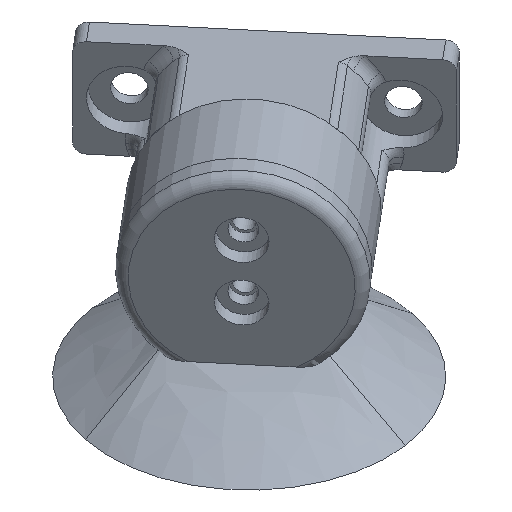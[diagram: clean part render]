
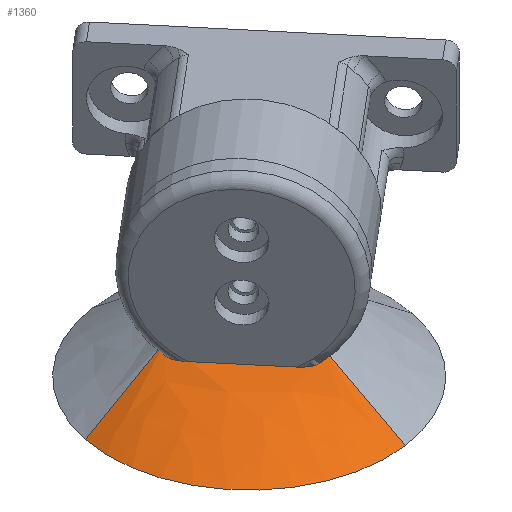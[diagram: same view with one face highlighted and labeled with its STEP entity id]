
A CAD part, isometric view. The second image highlights one B-rep face of the part: STEP entity #1360.
In plain terms, the highlighted free-form (B-spline) face has degree [3, 3] with [7, 4] control points.
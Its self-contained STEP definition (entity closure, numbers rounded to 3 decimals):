
#18=B_SPLINE_SURFACE_WITH_KNOTS('',3,3,((#2587,#2588,#2589,#2590),(#2591,
#2592,#2593,#2594),(#2595,#2596,#2597,#2598),(#2599,#2600,#2601,#2602),
(#2603,#2604,#2605,#2606),(#2607,#2608,#2609,#2610),(#2611,#2612,#2613,
#2614)),.UNSPECIFIED.,.F.,.F.,.F.,(4,1,1,1,4),(4,4),(0.,0.286,
0.571,0.857,1.),(0.,1.),.UNSPECIFIED.);
#148=LINE('',#2497,#224);
#150=LINE('',#2526,#226);
#152=LINE('',#2586,#228);
#224=VECTOR('',#1972,10.);
#226=VECTOR('',#1976,18.596);
#228=VECTOR('',#1986,18.498);
#333=FACE_OUTER_BOUND('',#426,.T.);
#426=EDGE_LOOP('',(#1263,#1264,#1265,#1266));
#547=CIRCLE('',#1553,28.6);
#670=VERTEX_POINT('',#2487);
#671=VERTEX_POINT('',#2492);
#673=VERTEX_POINT('',#2524);
#675=VERTEX_POINT('',#2530);
#864=EDGE_CURVE('',#670,#671,#148,.T.);
#867=EDGE_CURVE('',#673,#671,#150,.T.);
#870=EDGE_CURVE('',#675,#673,#547,.T.);
#872=EDGE_CURVE('',#675,#670,#152,.T.);
#1263=ORIENTED_EDGE('',*,*,#870,.F.);
#1264=ORIENTED_EDGE('',*,*,#872,.T.);
#1265=ORIENTED_EDGE('',*,*,#864,.T.);
#1266=ORIENTED_EDGE('',*,*,#867,.F.);
#1360=ADVANCED_FACE('',(#333),#18,.F.);
#1553=AXIS2_PLACEMENT_3D('',#2532,#1983,#1984);
#1972=DIRECTION('',(-0.643,0.766,0.));
#1976=DIRECTION('',(0.801,-0.088,0.592));
#1983=DIRECTION('center_axis',(0.,0.,
-1.));
#1984=DIRECTION('ref_axis',(-0.766,-0.643,0.));
#1986=DIRECTION('',(-0.115,0.796,0.595));
#2487=CARTESIAN_POINT('',(-95.946,20.553,-11.5));
#2492=CARTESIAN_POINT('',(-110.73,38.172,-11.5));
#2497=CARTESIAN_POINT('',(-110.73,38.172,-11.5));
#2524=CARTESIAN_POINT('',(-125.634,39.81,-22.5));
#2526=CARTESIAN_POINT('',(-125.634,39.81,-22.5));
#2530=CARTESIAN_POINT('',(-93.81,5.834,-22.5));
#2532=CARTESIAN_POINT('Origin',(-97.593,34.183,-22.5));
#2586=CARTESIAN_POINT('',(-93.81,5.834,-22.5));
#2587=CARTESIAN_POINT('Ctrl Pts',(-93.81,5.834,-22.5));
#2588=CARTESIAN_POINT('Ctrl Pts',(-94.522,10.74,-18.833));
#2589=CARTESIAN_POINT('Ctrl Pts',(-95.234,15.646,-15.167));
#2590=CARTESIAN_POINT('Ctrl Pts',(-95.946,20.553,-11.5));
#2591=CARTESIAN_POINT('Ctrl Pts',(-98.944,5.149,-22.5));
#2592=CARTESIAN_POINT('Ctrl Pts',(-98.415,10.845,-18.833));
#2593=CARTESIAN_POINT('Ctrl Pts',(-97.883,16.534,-15.167));
#2594=CARTESIAN_POINT('Ctrl Pts',(-97.354,22.231,-11.5));
#2595=CARTESIAN_POINT('Ctrl Pts',(-109.585,6.638,-22.5));
#2596=CARTESIAN_POINT('Ctrl Pts',(-106.446,12.954,-18.833));
#2597=CARTESIAN_POINT('Ctrl Pts',(-103.309,19.27,-15.167));
#2598=CARTESIAN_POINT('Ctrl Pts',(-100.17,25.587,-11.5));
#2599=CARTESIAN_POINT('Ctrl Pts',(-122.104,16.803,-22.5));
#2600=CARTESIAN_POINT('Ctrl Pts',(-116.202,21.41,-18.833));
#2601=CARTESIAN_POINT('Ctrl Pts',(-110.296,26.014,-15.167));
#2602=CARTESIAN_POINT('Ctrl Pts',(-104.394,30.621,-11.5));
#2603=CARTESIAN_POINT('Ctrl Pts',(-126.646,29.444,-22.5));
#2604=CARTESIAN_POINT('Ctrl Pts',(-120.401,31.234,-18.833));
#2605=CARTESIAN_POINT('Ctrl Pts',(-114.159,33.025,-15.167));
#2606=CARTESIAN_POINT('Ctrl Pts',(-107.914,34.816,-11.5));
#2607=CARTESIAN_POINT('Ctrl Pts',(-126.143,37.271,-22.5));
#2608=CARTESIAN_POINT('Ctrl Pts',(-120.773,37.292,-18.833));
#2609=CARTESIAN_POINT('Ctrl Pts',(-115.396,37.312,-15.167));
#2610=CARTESIAN_POINT('Ctrl Pts',(-110.026,37.333,-11.5));
#2611=CARTESIAN_POINT('Ctrl Pts',(-125.634,39.81,-22.5));
#2612=CARTESIAN_POINT('Ctrl Pts',(-120.666,39.264,-18.833));
#2613=CARTESIAN_POINT('Ctrl Pts',(-115.698,38.718,-15.167));
#2614=CARTESIAN_POINT('Ctrl Pts',(-110.73,38.172,-11.5));
